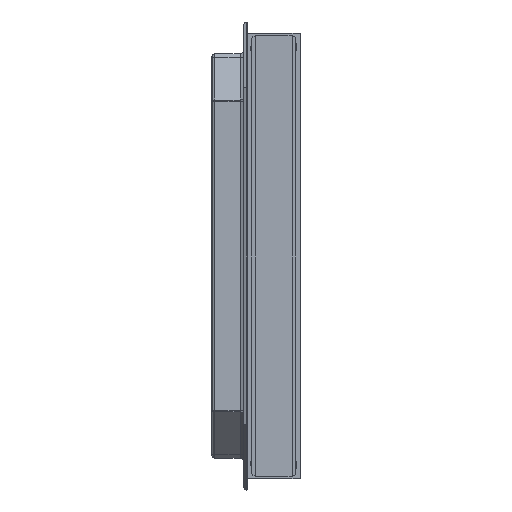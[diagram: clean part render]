
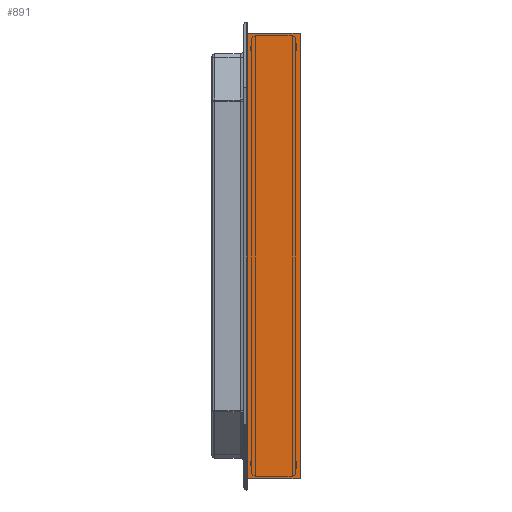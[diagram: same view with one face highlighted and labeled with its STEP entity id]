
A CAD part, left-side view. The second image highlights one B-rep face of the part: STEP entity #891.
In plain terms, the highlighted planar face has unit normal (-1, 0, 0).
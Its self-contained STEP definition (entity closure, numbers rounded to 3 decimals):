
#28 = CARTESIAN_POINT ( 'NONE',  ( -4705., 0., -450. ) ) ;
#390 = DIRECTION ( 'NONE',  ( 0., 0., 1. ) ) ;
#497 = CARTESIAN_POINT ( 'NONE',  ( -4705., -120., -450. ) ) ;
#604 = EDGE_CURVE ( 'NONE', #3223, #5672, #3938, .T. ) ;
#647 = CARTESIAN_POINT ( 'NONE',  ( -4705., 0., -505. ) ) ;
#891 = ADVANCED_FACE ( 'NONE', ( #1554 ), #2116, .T. ) ;
#1403 = EDGE_CURVE ( 'NONE', #1406, #2243, #3035, .T. ) ;
#1406 = VERTEX_POINT ( 'NONE', #4607 ) ;
#1554 = FACE_OUTER_BOUND ( 'NONE', #6836, .T. ) ;
#1630 = LINE ( 'NONE', #647, #6805 ) ;
#2070 = EDGE_CURVE ( 'NONE', #3223, #1406, #1630, .T. ) ;
#2116 = PLANE ( 'NONE',  #6484 ) ;
#2243 = VERTEX_POINT ( 'NONE', #6251 ) ;
#2320 = VECTOR ( 'NONE', #390, 1000. ) ;
#2510 = LINE ( 'NONE', #2613, #3695 ) ;
#2613 = CARTESIAN_POINT ( 'NONE',  ( -4705., 0., 505. ) ) ;
#2633 = ORIENTED_EDGE ( 'NONE', *, *, #7600, .T. ) ;
#2701 = ORIENTED_EDGE ( 'NONE', *, *, #1403, .T. ) ;
#2805 = DIRECTION ( 'NONE',  ( 0., 0., 1. ) ) ;
#3035 = LINE ( 'NONE', #497, #8320 ) ;
#3223 = VERTEX_POINT ( 'NONE', #6793 ) ;
#3695 = VECTOR ( 'NONE', #8126, 1000. ) ;
#3802 = CARTESIAN_POINT ( 'NONE',  ( -4705., 0., -450. ) ) ;
#3881 = ORIENTED_EDGE ( 'NONE', *, *, #2070, .T. ) ;
#3938 = LINE ( 'NONE', #3802, #2320 ) ;
#4607 = CARTESIAN_POINT ( 'NONE',  ( -4705., -120., -505. ) ) ;
#4675 = ORIENTED_EDGE ( 'NONE', *, *, #604, .F. ) ;
#5283 = DIRECTION ( 'NONE',  ( 0., 0., 1. ) ) ;
#5438 = DIRECTION ( 'NONE',  ( 0., -1., 0. ) ) ;
#5672 = VERTEX_POINT ( 'NONE', #6848 ) ;
#6251 = CARTESIAN_POINT ( 'NONE',  ( -4705., -120., 505. ) ) ;
#6484 = AXIS2_PLACEMENT_3D ( 'NONE', #28, #6920, #2805 ) ;
#6793 = CARTESIAN_POINT ( 'NONE',  ( -4705., 0., -505. ) ) ;
#6805 = VECTOR ( 'NONE', #5438, 1000. ) ;
#6836 = EDGE_LOOP ( 'NONE', ( #2701, #2633, #4675, #3881 ) ) ;
#6848 = CARTESIAN_POINT ( 'NONE',  ( -4705., 0., 505. ) ) ;
#6920 = DIRECTION ( 'NONE',  ( -1., 0., 0. ) ) ;
#7600 = EDGE_CURVE ( 'NONE', #2243, #5672, #2510, .T. ) ;
#8126 = DIRECTION ( 'NONE',  ( 0., 1., 0. ) ) ;
#8320 = VECTOR ( 'NONE', #5283, 1000. ) ;
